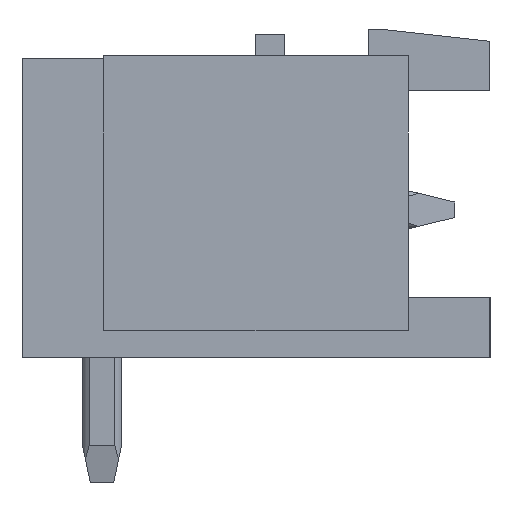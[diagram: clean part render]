
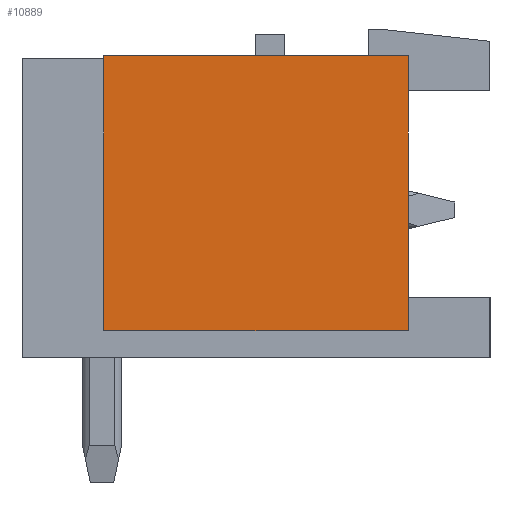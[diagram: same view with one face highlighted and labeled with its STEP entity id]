
A CAD part, left-side view. The second image highlights one B-rep face of the part: STEP entity #10889.
In plain terms, the highlighted planar face has unit normal (-1, 0, 0).
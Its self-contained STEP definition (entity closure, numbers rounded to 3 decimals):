
#10853=AXIS2_PLACEMENT_3D('Plane Axis2P3D',#10850,#10851,#10852) ;
#10850=CARTESIAN_POINT('Axis2P3D Location',(0.,2.1,0.)) ;
#10855=CARTESIAN_POINT('Line Origine',(0.,9.9,7.425)) ;
#10859=CARTESIAN_POINT('Vertex',(0.,9.9,3.9)) ;
#10861=CARTESIAN_POINT('Vertex',(0.,9.9,10.95)) ;
#10864=CARTESIAN_POINT('Line Origine',(0.,6.,3.9)) ;
#10868=CARTESIAN_POINT('Vertex',(0.,2.1,3.9)) ;
#10871=CARTESIAN_POINT('Line Origine',(0.,2.1,7.425)) ;
#10875=CARTESIAN_POINT('Vertex',(0.,2.1,10.95)) ;
#10878=CARTESIAN_POINT('Line Origine',(0.,6.,10.95)) ;
#10851=DIRECTION('Axis2P3D Direction',(1.,0.,0.)) ;
#10852=DIRECTION('Axis2P3D XDirection',(0.,1.,0.)) ;
#10856=DIRECTION('Vector Direction',(0.,0.,1.)) ;
#10865=DIRECTION('Vector Direction',(0.,1.,0.)) ;
#10872=DIRECTION('Vector Direction',(0.,0.,1.)) ;
#10879=DIRECTION('Vector Direction',(0.,1.,0.)) ;
#10857=VECTOR('Line Direction',#10856,1.) ;
#10866=VECTOR('Line Direction',#10865,1.) ;
#10873=VECTOR('Line Direction',#10872,1.) ;
#10880=VECTOR('Line Direction',#10879,1.) ;
#10884=ORIENTED_EDGE('',*,*,#10863,.F.) ;
#10885=ORIENTED_EDGE('',*,*,#10870,.T.) ;
#10886=ORIENTED_EDGE('',*,*,#10877,.T.) ;
#10887=ORIENTED_EDGE('',*,*,#10882,.F.) ;
#10889=ADVANCED_FACE('Housing',(#10888),#10854,.F.) ;
#10863=EDGE_CURVE('',#10860,#10862,#10858,.T.) ;
#10870=EDGE_CURVE('',#10860,#10869,#10867,.F.) ;
#10877=EDGE_CURVE('',#10869,#10876,#10874,.T.) ;
#10882=EDGE_CURVE('',#10862,#10876,#10881,.F.) ;
#10883=EDGE_LOOP('',(#10884,#10885,#10886,#10887)) ;
#10888=FACE_OUTER_BOUND('',#10883,.T.) ;
#10858=LINE('Line',#10855,#10857) ;
#10867=LINE('Line',#10864,#10866) ;
#10874=LINE('Line',#10871,#10873) ;
#10881=LINE('Line',#10878,#10880) ;
#10854=PLANE('',#10853) ;
#10860=VERTEX_POINT('',#10859) ;
#10862=VERTEX_POINT('',#10861) ;
#10869=VERTEX_POINT('',#10868) ;
#10876=VERTEX_POINT('',#10875) ;
